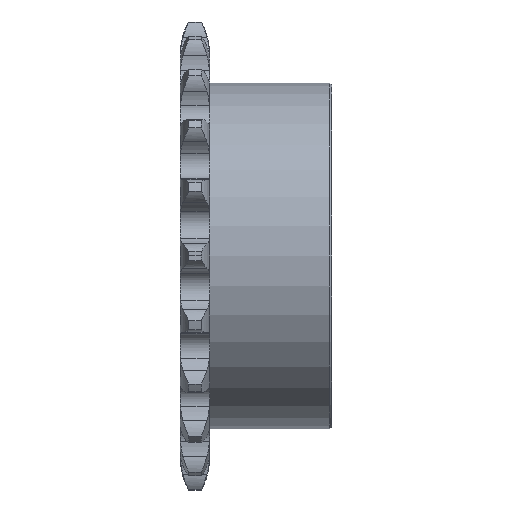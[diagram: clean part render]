
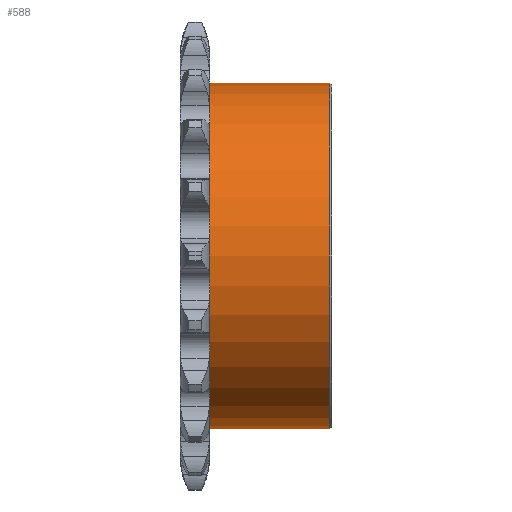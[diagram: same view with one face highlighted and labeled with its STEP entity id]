
A CAD part, front view. The second image highlights one B-rep face of the part: STEP entity #588.
In plain terms, the highlighted cylindrical face has radius 25.4 mm (diameter 50.8 mm), a partial arc.
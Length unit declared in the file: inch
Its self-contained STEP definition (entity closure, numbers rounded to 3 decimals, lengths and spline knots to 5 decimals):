
#547=CARTESIAN_POINT('',(0.08419,0.0,0.0));
#548=DIRECTION('',(1.0,0.,0.0));
#549=DIRECTION('',(0.0,0.0,1.0));
#550=AXIS2_PLACEMENT_3D('',#547,#548,#549);
#551=CYLINDRICAL_SURFACE('',#550,1.0);
#552=CARTESIAN_POINT('',(0.08419,0.,1.0));
#553=VERTEX_POINT('',#552);
#554=CARTESIAN_POINT('',(0.78081,0.,1.0));
#555=VERTEX_POINT('',#554);
#556=CARTESIAN_POINT('',(0.08419,0.,1.0));
#557=DIRECTION('',(1.0,0.0,0.0));
#558=VECTOR('',#557,0.69663);
#559=LINE('',#556,#558);
#560=EDGE_CURVE('',#553,#555,#559,.T.);
#561=ORIENTED_EDGE('',*,*,#560,.F.);
#562=CARTESIAN_POINT('',(0.08419,0.,-1.0));
#563=VERTEX_POINT('',#562);
#564=CARTESIAN_POINT('',(0.08419,0.,0.0));
#565=DIRECTION('',(-1.0,0.0,0.0));
#566=DIRECTION('',(0.0,0.0,1.0));
#567=AXIS2_PLACEMENT_3D('',#564,#565,#566);
#568=CIRCLE('',#567,1.0);
#569=EDGE_CURVE('',#563,#553,#568,.T.);
#570=ORIENTED_EDGE('',*,*,#569,.F.);
#571=CARTESIAN_POINT('',(0.78081,0.,-1.0));
#572=VERTEX_POINT('',#571);
#573=CARTESIAN_POINT('',(0.78081,0.,-1.0));
#574=DIRECTION('',(-1.0,0.0,0.0));
#575=VECTOR('',#574,0.69663);
#576=LINE('',#573,#575);
#577=EDGE_CURVE('',#572,#563,#576,.T.);
#578=ORIENTED_EDGE('',*,*,#577,.F.);
#579=CARTESIAN_POINT('',(0.78081,0.,0.0));
#580=DIRECTION('',(1.0,0.0,0.0));
#581=DIRECTION('',(0.0,0.0,1.0));
#582=AXIS2_PLACEMENT_3D('',#579,#580,#581);
#583=CIRCLE('',#582,1.0);
#584=EDGE_CURVE('',#555,#572,#583,.T.);
#585=ORIENTED_EDGE('',*,*,#584,.F.);
#586=EDGE_LOOP('',(#561,#570,#578,#585));
#587=FACE_OUTER_BOUND('',#586,.T.);
#588=ADVANCED_FACE('',(#587),#551,.T.);
